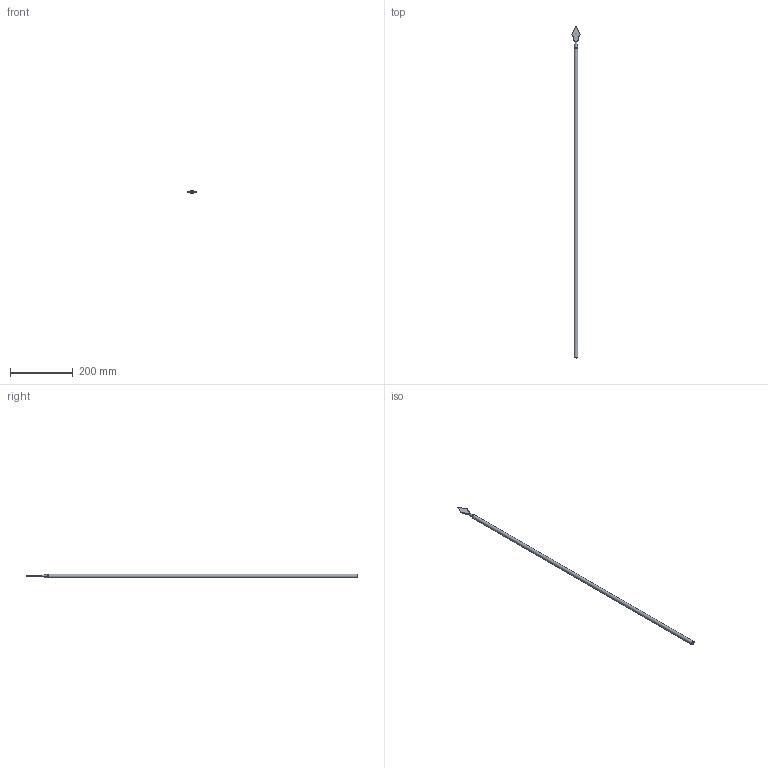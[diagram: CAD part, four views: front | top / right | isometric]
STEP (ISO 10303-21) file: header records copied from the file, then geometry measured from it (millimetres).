
FILE_DESCRIPTION (( 'STEP AP203' ), '1' );
FILE_NAME ('1694.STEP', '2022-04-25T09:31:51', ( '' ), ( '' ), 'SwSTEP 2.0', 'SolidWorks 2018', '' );
FILE_SCHEMA (( 'CONFIG_CONTROL_DESIGN' ));
Length unit declared in the file: millimetre
Products named in the file (1): 1694
Bounding box: 27.52 x 1060 x 12 mm (x, y, z)
Volume: 114540.7 mm3; surface area: 39672.5 mm2
Topology: 1 solids, 1 shells, 252 faces, 667 edges, 432 vertices
Faces by surface type: plane 125, bspline 110, cylinder 16, torus 1
Full cylindrical faces by diameter (mm): 12 x1
Entity records: 11858 total; most frequent: CARTESIAN_POINT 6389, ORIENTED_EDGE 1318, DIRECTION 753, EDGE_CURVE 659, VERTEX_POINT 430, LINE 407, VECTOR 407, EDGE_LOOP 273
